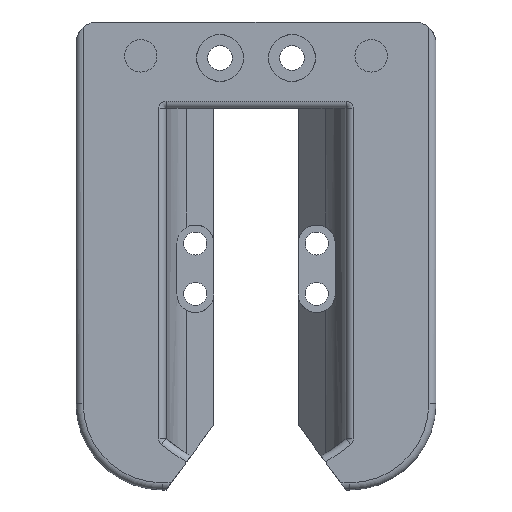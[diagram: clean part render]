
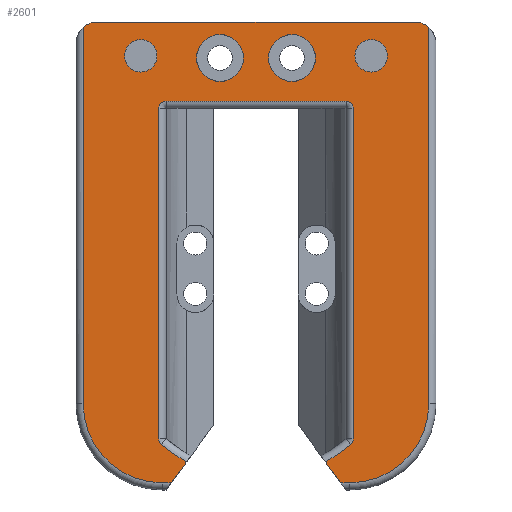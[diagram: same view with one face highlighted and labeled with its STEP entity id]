
A CAD part, front view. The second image highlights one B-rep face of the part: STEP entity #2601.
In plain terms, the highlighted planar face has unit normal (0, -1, 0).
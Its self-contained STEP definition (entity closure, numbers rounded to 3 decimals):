
#64=PLANE('',#2812);
#265=LINE('',#4271,#454);
#266=LINE('',#4274,#455);
#267=LINE('',#4278,#456);
#268=LINE('',#4282,#457);
#269=LINE('',#4286,#458);
#270=LINE('',#4290,#459);
#271=LINE('',#4292,#460);
#272=LINE('',#4298,#461);
#273=LINE('',#4302,#462);
#274=LINE('',#4306,#463);
#454=VECTOR('',#3283,1000.);
#455=VECTOR('',#3284,1000.);
#456=VECTOR('',#3287,1000.);
#457=VECTOR('',#3290,1000.);
#458=VECTOR('',#3293,1000.);
#459=VECTOR('',#3296,1000.);
#460=VECTOR('',#3297,1000.);
#461=VECTOR('',#3302,1000.);
#462=VECTOR('',#3305,1000.);
#463=VECTOR('',#3308,1000.);
#754=ORIENTED_EDGE('',*,*,#1490,.F.);
#755=ORIENTED_EDGE('',*,*,#1491,.T.);
#756=ORIENTED_EDGE('',*,*,#1492,.T.);
#757=ORIENTED_EDGE('',*,*,#1493,.T.);
#758=ORIENTED_EDGE('',*,*,#1494,.T.);
#759=ORIENTED_EDGE('',*,*,#1495,.T.);
#760=ORIENTED_EDGE('',*,*,#1496,.T.);
#761=ORIENTED_EDGE('',*,*,#1497,.T.);
#762=ORIENTED_EDGE('',*,*,#1498,.T.);
#763=ORIENTED_EDGE('',*,*,#1499,.T.);
#764=ORIENTED_EDGE('',*,*,#1500,.F.);
#765=ORIENTED_EDGE('',*,*,#1501,.T.);
#766=ORIENTED_EDGE('',*,*,#1502,.F.);
#767=ORIENTED_EDGE('',*,*,#1503,.T.);
#768=ORIENTED_EDGE('',*,*,#1504,.F.);
#769=ORIENTED_EDGE('',*,*,#1505,.T.);
#770=ORIENTED_EDGE('',*,*,#1506,.F.);
#771=ORIENTED_EDGE('',*,*,#1507,.T.);
#772=ORIENTED_EDGE('',*,*,#1508,.F.);
#773=ORIENTED_EDGE('',*,*,#1509,.T.);
#774=ORIENTED_EDGE('',*,*,#1352,.T.);
#775=ORIENTED_EDGE('',*,*,#1399,.T.);
#776=ORIENTED_EDGE('',*,*,#1510,.T.);
#777=ORIENTED_EDGE('',*,*,#1511,.T.);
#1352=EDGE_CURVE('',#1737,#1737,#1978,.T.);
#1399=EDGE_CURVE('',#1776,#1776,#1984,.T.);
#1490=EDGE_CURVE('',#1849,#1850,#265,.T.);
#1491=EDGE_CURVE('',#1849,#1851,#266,.T.);
#1492=EDGE_CURVE('',#1851,#1852,#1996,.T.);
#1493=EDGE_CURVE('',#1852,#1853,#267,.T.);
#1494=EDGE_CURVE('',#1853,#1854,#1997,.T.);
#1495=EDGE_CURVE('',#1854,#1855,#268,.T.);
#1496=EDGE_CURVE('',#1855,#1856,#1998,.T.);
#1497=EDGE_CURVE('',#1856,#1857,#269,.T.);
#1498=EDGE_CURVE('',#1857,#1858,#1999,.T.);
#1499=EDGE_CURVE('',#1858,#1859,#270,.T.);
#1500=EDGE_CURVE('',#1860,#1859,#271,.T.);
#1501=EDGE_CURVE('',#1860,#1861,#2000,.F.);
#1502=EDGE_CURVE('',#1862,#1861,#2001,.T.);
#1503=EDGE_CURVE('',#1862,#1863,#272,.F.);
#1504=EDGE_CURVE('',#1864,#1863,#2002,.T.);
#1505=EDGE_CURVE('',#1864,#1865,#273,.T.);
#1506=EDGE_CURVE('',#1866,#1865,#2003,.T.);
#1507=EDGE_CURVE('',#1866,#1867,#274,.T.);
#1508=EDGE_CURVE('',#1868,#1867,#2004,.T.);
#1509=EDGE_CURVE('',#1868,#1850,#2005,.F.);
#1510=EDGE_CURVE('',#1869,#1869,#2006,.T.);
#1511=EDGE_CURVE('',#1870,#1870,#2007,.T.);
#1737=VERTEX_POINT('',#3861);
#1776=VERTEX_POINT('',#4015);
#1849=VERTEX_POINT('',#4272);
#1850=VERTEX_POINT('',#4273);
#1851=VERTEX_POINT('',#4275);
#1852=VERTEX_POINT('',#4277);
#1853=VERTEX_POINT('',#4279);
#1854=VERTEX_POINT('',#4281);
#1855=VERTEX_POINT('',#4283);
#1856=VERTEX_POINT('',#4285);
#1857=VERTEX_POINT('',#4287);
#1858=VERTEX_POINT('',#4289);
#1859=VERTEX_POINT('',#4291);
#1860=VERTEX_POINT('',#4293);
#1861=VERTEX_POINT('',#4295);
#1862=VERTEX_POINT('',#4297);
#1863=VERTEX_POINT('',#4299);
#1864=VERTEX_POINT('',#4301);
#1865=VERTEX_POINT('',#4303);
#1866=VERTEX_POINT('',#4305);
#1867=VERTEX_POINT('',#4307);
#1868=VERTEX_POINT('',#4309);
#1869=VERTEX_POINT('',#4312);
#1870=VERTEX_POINT('',#4314);
#1978=CIRCLE('',#2743,3.25);
#1984=CIRCLE('',#2765,3.25);
#1996=CIRCLE('',#2813,11.);
#1997=CIRCLE('',#2814,3.);
#1998=CIRCLE('',#2815,3.);
#1999=CIRCLE('',#2816,11.);
#2000=CIRCLE('',#2817,20.2);
#2001=CIRCLE('',#2818,1.);
#2002=CIRCLE('',#2819,1.);
#2003=CIRCLE('',#2820,1.);
#2004=CIRCLE('',#2821,1.);
#2005=CIRCLE('',#2822,20.2);
#2006=CIRCLE('',#2823,2.25);
#2007=CIRCLE('',#2824,2.25);
#2138=EDGE_LOOP('',(#754,#755,#756,#757,#758,#759,#760,#761,#762,#763,#764,
#765,#766,#767,#768,#769,#770,#771,#772,#773));
#2139=EDGE_LOOP('',(#774));
#2140=EDGE_LOOP('',(#775));
#2141=EDGE_LOOP('',(#776));
#2142=EDGE_LOOP('',(#777));
#2341=FACE_BOUND('',#2138,.T.);
#2342=FACE_BOUND('',#2139,.T.);
#2343=FACE_BOUND('',#2140,.T.);
#2344=FACE_BOUND('',#2141,.T.);
#2345=FACE_BOUND('',#2142,.T.);
#2601=ADVANCED_FACE('',(#2341,#2342,#2343,#2344,#2345),#64,.T.);
#2743=AXIS2_PLACEMENT_3D('',#3860,#3063,#3064);
#2765=AXIS2_PLACEMENT_3D('',#4014,#3134,#3135);
#2812=AXIS2_PLACEMENT_3D('',#4270,#3281,#3282);
#2813=AXIS2_PLACEMENT_3D('',#4276,#3285,#3286);
#2814=AXIS2_PLACEMENT_3D('',#4280,#3288,#3289);
#2815=AXIS2_PLACEMENT_3D('',#4284,#3291,#3292);
#2816=AXIS2_PLACEMENT_3D('',#4288,#3294,#3295);
#2817=AXIS2_PLACEMENT_3D('',#4294,#3298,#3299);
#2818=AXIS2_PLACEMENT_3D('',#4296,#3300,#3301);
#2819=AXIS2_PLACEMENT_3D('',#4300,#3303,#3304);
#2820=AXIS2_PLACEMENT_3D('',#4304,#3306,#3307);
#2821=AXIS2_PLACEMENT_3D('',#4308,#3309,#3310);
#2822=AXIS2_PLACEMENT_3D('',#4310,#3311,#3312);
#2823=AXIS2_PLACEMENT_3D('',#4311,#3313,#3314);
#2824=AXIS2_PLACEMENT_3D('',#4313,#3315,#3316);
#3063=DIRECTION('',(0.,1.,0.));
#3064=DIRECTION('',(0.,0.,-1.));
#3134=DIRECTION('',(0.,1.,0.));
#3135=DIRECTION('',(0.,0.,-1.));
#3281=DIRECTION('',(0.,-1.,0.));
#3282=DIRECTION('',(0.,0.,-1.));
#3283=DIRECTION('',(-0.592,0.,0.806));
#3284=DIRECTION('',(1.,0.,0.));
#3285=DIRECTION('',(0.,-1.,0.));
#3286=DIRECTION('',(0.,0.,-1.));
#3287=DIRECTION('',(0.,0.,1.));
#3288=DIRECTION('',(0.,-1.,0.));
#3289=DIRECTION('',(0.,0.,-1.));
#3290=DIRECTION('',(-1.,0.,0.));
#3291=DIRECTION('',(0.,-1.,0.));
#3292=DIRECTION('',(0.,0.,-1.));
#3293=DIRECTION('',(0.,0.,-1.));
#3294=DIRECTION('',(0.,-1.,0.));
#3295=DIRECTION('',(0.,0.,-1.));
#3296=DIRECTION('',(1.,0.,0.));
#3297=DIRECTION('',(-0.592,0.,-0.806));
#3298=DIRECTION('',(0.,-1.,0.));
#3299=DIRECTION('',(0.,0.,-1.));
#3300=DIRECTION('',(0.,-1.,0.));
#3301=DIRECTION('',(0.,0.,-1.));
#3302=DIRECTION('',(0.,0.,-1.));
#3303=DIRECTION('',(0.,-1.,0.));
#3304=DIRECTION('',(0.,0.,-1.));
#3305=DIRECTION('',(1.,0.,0.));
#3306=DIRECTION('',(0.,-1.,0.));
#3307=DIRECTION('',(0.,0.,-1.));
#3308=DIRECTION('',(0.,0.,-1.));
#3309=DIRECTION('',(0.,-1.,0.));
#3310=DIRECTION('',(0.,0.,-1.));
#3311=DIRECTION('',(0.,-1.,0.));
#3312=DIRECTION('',(0.,0.,-1.));
#3313=DIRECTION('',(0.,1.,0.));
#3314=DIRECTION('',(0.,0.,-1.));
#3315=DIRECTION('',(0.,1.,0.));
#3316=DIRECTION('',(0.,0.,-1.));
#3860=CARTESIAN_POINT('',(5.,0.,27.5));
#3861=CARTESIAN_POINT('',(5.,0.,24.25));
#4014=CARTESIAN_POINT('',(-5.,0.,27.5));
#4015=CARTESIAN_POINT('',(-5.,0.,24.25));
#4270=CARTESIAN_POINT('',(0.,0.,0.));
#4271=CARTESIAN_POINT('',(0.,0.,-15.5));
#4272=CARTESIAN_POINT('',(11.765,0.,-31.5));
#4273=CARTESIAN_POINT('',(9.629,0.,-28.596));
#4274=CARTESIAN_POINT('',(0.,0.,-31.5));
#4275=CARTESIAN_POINT('',(13.,0.,-31.5));
#4276=CARTESIAN_POINT('',(13.,0.,-20.5));
#4277=CARTESIAN_POINT('',(24.,0.,-20.5));
#4278=CARTESIAN_POINT('',(24.,0.,0.));
#4279=CARTESIAN_POINT('',(24.,0.,31.736));
#4280=CARTESIAN_POINT('',(22.,0.,29.5));
#4281=CARTESIAN_POINT('',(22.,0.,32.5));
#4282=CARTESIAN_POINT('',(25.,0.,32.5));
#4283=CARTESIAN_POINT('',(-22.,0.,32.5));
#4284=CARTESIAN_POINT('',(-22.,0.,29.5));
#4285=CARTESIAN_POINT('',(-24.,0.,31.736));
#4286=CARTESIAN_POINT('',(-24.,0.,0.));
#4287=CARTESIAN_POINT('',(-24.,0.,-20.5));
#4288=CARTESIAN_POINT('',(-13.,0.,-20.5));
#4289=CARTESIAN_POINT('',(-13.,0.,-31.5));
#4290=CARTESIAN_POINT('',(0.,0.,-31.5));
#4291=CARTESIAN_POINT('',(-11.765,0.,-31.5));
#4292=CARTESIAN_POINT('',(-12.5,0.,-32.5));
#4293=CARTESIAN_POINT('',(-9.629,0.,-28.596));
#4294=CARTESIAN_POINT('',(0.,0.,-10.838));
#4295=CARTESIAN_POINT('',(-13.151,0.,-26.171));
#4296=CARTESIAN_POINT('',(-12.5,0.,-25.412));
#4297=CARTESIAN_POINT('',(-13.5,0.,-25.412));
#4298=CARTESIAN_POINT('',(-13.5,0.,0.));
#4299=CARTESIAN_POINT('',(-13.5,0.,20.5));
#4300=CARTESIAN_POINT('',(-12.5,0.,20.5));
#4301=CARTESIAN_POINT('',(-12.5,0.,21.5));
#4302=CARTESIAN_POINT('',(12.5,0.,21.5));
#4303=CARTESIAN_POINT('',(12.5,0.,21.5));
#4304=CARTESIAN_POINT('',(12.5,0.,20.5));
#4305=CARTESIAN_POINT('',(13.5,0.,20.5));
#4306=CARTESIAN_POINT('',(13.5,0.,0.));
#4307=CARTESIAN_POINT('',(13.5,0.,-25.412));
#4308=CARTESIAN_POINT('',(12.5,0.,-25.412));
#4309=CARTESIAN_POINT('',(13.151,0.,-26.171));
#4310=CARTESIAN_POINT('',(0.,0.,-10.838));
#4311=CARTESIAN_POINT('',(16.,0.,27.8));
#4312=CARTESIAN_POINT('',(16.,0.,25.55));
#4313=CARTESIAN_POINT('',(-16.,0.,27.8));
#4314=CARTESIAN_POINT('',(-16.,0.,25.55));
